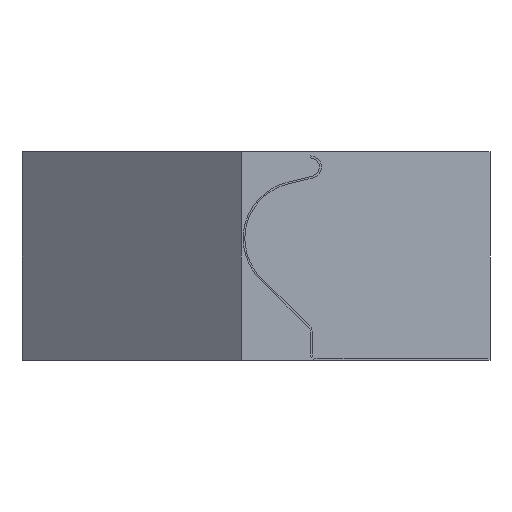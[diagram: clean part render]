
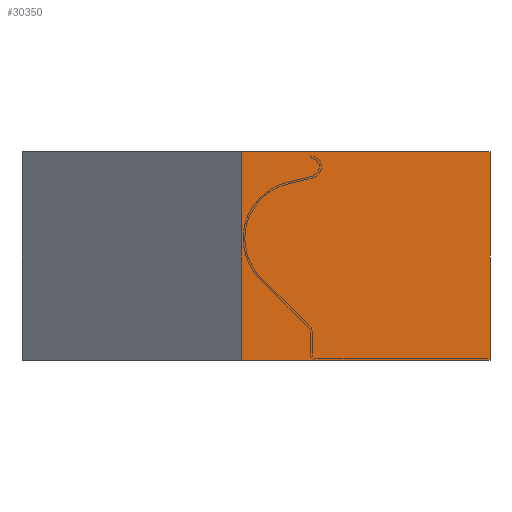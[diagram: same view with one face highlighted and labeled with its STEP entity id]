
A CAD part, left-side view. The second image highlights one B-rep face of the part: STEP entity #30350.
In plain terms, the highlighted face is planar.
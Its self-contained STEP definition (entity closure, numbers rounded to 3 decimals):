
#3382=ORIENTED_EDGE('',*,*,#13394,.F.);
#3383=ORIENTED_EDGE('',*,*,#13404,.F.);
#3384=ORIENTED_EDGE('',*,*,#13401,.F.);
#3385=ORIENTED_EDGE('',*,*,#13398,.F.);
#13394=EDGE_CURVE('',#18410,#18411,#22266,.T.);
#13398=EDGE_CURVE('',#18411,#18414,#22270,.T.);
#13401=EDGE_CURVE('',#18414,#18416,#22273,.T.);
#13404=EDGE_CURVE('',#18416,#18410,#22276,.T.);
#18410=VERTEX_POINT('',#39548);
#18411=VERTEX_POINT('',#39549);
#18414=VERTEX_POINT('',#39557);
#18416=VERTEX_POINT('',#39563);
#22266=LINE('',#39547,#24592);
#22270=LINE('',#39556,#24596);
#22273=LINE('',#39562,#24599);
#22276=LINE('',#39568,#24602);
#24592=VECTOR('',#33477,1000.);
#24596=VECTOR('',#33483,1000.);
#24599=VECTOR('',#33488,1000.);
#24602=VECTOR('',#33493,1000.);
#26923=EDGE_LOOP('',(#3382,#3383,#3384,#3385));
#28343=FACE_BOUND('',#26923,.T.);
#29763=PLANE('',#31606);
#30350=ADVANCED_FACE('',(#28343),#29763,.F.);
#31606=AXIS2_PLACEMENT_3D('',#39571,#33497,#33498);
#33477=DIRECTION('',(0.,0.,-1.));
#33483=DIRECTION('',(1.,0.,0.));
#33488=DIRECTION('',(0.,0.,1.));
#33493=DIRECTION('',(-1.,0.,0.));
#33497=DIRECTION('',(0.,-1.,0.));
#33498=DIRECTION('',(0.,0.,-1.));
#39547=CARTESIAN_POINT('',(-5.715,203.6,4.8));
#39548=CARTESIAN_POINT('',(-5.715,203.6,4.8));
#39549=CARTESIAN_POINT('',(-5.715,203.6,-4.8));
#39556=CARTESIAN_POINT('',(-5.715,203.6,-4.8));
#39557=CARTESIAN_POINT('',(5.715,203.6,-4.8));
#39562=CARTESIAN_POINT('',(5.715,203.6,-4.8));
#39563=CARTESIAN_POINT('',(5.715,203.6,4.8));
#39568=CARTESIAN_POINT('',(5.715,203.6,4.8));
#39571=CARTESIAN_POINT('',(0.,203.6,0.));
